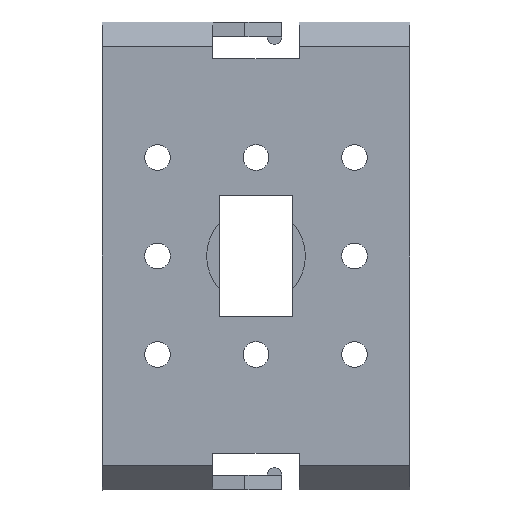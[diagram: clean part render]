
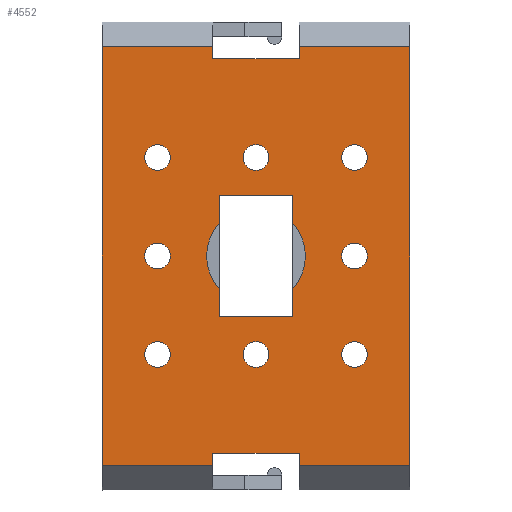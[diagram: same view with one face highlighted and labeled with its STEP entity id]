
A CAD part, front view. The second image highlights one B-rep face of the part: STEP entity #4552.
In plain terms, the highlighted planar face has unit normal (0, -1, 0).
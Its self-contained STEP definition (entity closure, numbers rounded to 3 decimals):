
#42=FACE_BOUND('',#590,.T.);
#43=FACE_BOUND('',#591,.T.);
#44=FACE_BOUND('',#592,.T.);
#45=FACE_BOUND('',#593,.T.);
#46=FACE_BOUND('',#594,.T.);
#47=FACE_BOUND('',#595,.T.);
#48=FACE_BOUND('',#596,.T.);
#49=FACE_BOUND('',#597,.T.);
#50=FACE_BOUND('',#598,.T.);
#101=CIRCLE('',#4809,1.05);
#102=CIRCLE('',#4811,1.05);
#103=CIRCLE('',#4813,1.05);
#104=CIRCLE('',#4815,1.05);
#105=CIRCLE('',#4817,1.05);
#106=CIRCLE('',#4819,1.05);
#107=CIRCLE('',#4821,1.05);
#108=CIRCLE('',#4823,1.05);
#109=CIRCLE('',#4826,4.);
#110=CIRCLE('',#4830,4.);
#336=FACE_OUTER_BOUND('',#589,.T.);
#589=EDGE_LOOP('',(#4093,#4094,#4095,#4096,#4097,#4098,#4099,#4100,#4101,
#4102,#4103,#4104));
#590=EDGE_LOOP('',(#4105,#4106,#4107,#4108,#4109,#4110,#4111,#4112));
#591=EDGE_LOOP('',(#4113));
#592=EDGE_LOOP('',(#4114));
#593=EDGE_LOOP('',(#4115));
#594=EDGE_LOOP('',(#4116));
#595=EDGE_LOOP('',(#4117));
#596=EDGE_LOOP('',(#4118));
#597=EDGE_LOOP('',(#4119));
#598=EDGE_LOOP('',(#4120));
#1106=LINE('',#7025,#1702);
#1127=LINE('',#7067,#1723);
#1132=LINE('',#7075,#1728);
#1149=LINE('',#7110,#1745);
#1161=LINE('',#7162,#1757);
#1163=LINE('',#7166,#1759);
#1165=LINE('',#7170,#1761);
#1166=LINE('',#7172,#1762);
#1167=LINE('',#7174,#1763);
#1169=LINE('',#7178,#1765);
#1170=LINE('',#7181,#1766);
#1172=LINE('',#7184,#1768);
#1182=LINE('',#7221,#1778);
#1186=LINE('',#7230,#1782);
#1187=LINE('',#7232,#1783);
#1189=LINE('',#7236,#1785);
#1193=LINE('',#7245,#1789);
#1194=LINE('',#7246,#1790);
#1702=VECTOR('',#5730,1.);
#1723=VECTOR('',#5769,1.);
#1728=VECTOR('',#5776,1.);
#1745=VECTOR('',#5807,1.);
#1757=VECTOR('',#5865,7.);
#1759=VECTOR('',#5869,9.);
#1761=VECTOR('',#5873,34.);
#1762=VECTOR('',#5876,9.);
#1763=VECTOR('',#5879,7.);
#1765=VECTOR('',#5883,9.);
#1766=VECTOR('',#5886,34.);
#1768=VECTOR('',#5890,9.);
#1778=VECTOR('',#5934,6.);
#1782=VECTOR('',#5944,2.304);
#1783=VECTOR('',#5945,2.304);
#1785=VECTOR('',#5949,6.);
#1789=VECTOR('',#5959,2.304);
#1790=VECTOR('',#5960,2.304);
#2149=VERTEX_POINT('',#7022);
#2150=VERTEX_POINT('',#7024);
#2161=VERTEX_POINT('',#7064);
#2162=VERTEX_POINT('',#7066);
#2163=VERTEX_POINT('',#7072);
#2164=VERTEX_POINT('',#7074);
#2173=VERTEX_POINT('',#7106);
#2175=VERTEX_POINT('',#7109);
#2193=VERTEX_POINT('',#7164);
#2194=VERTEX_POINT('',#7168);
#2195=VERTEX_POINT('',#7176);
#2196=VERTEX_POINT('',#7180);
#2197=VERTEX_POINT('',#7186);
#2198=VERTEX_POINT('',#7190);
#2199=VERTEX_POINT('',#7194);
#2200=VERTEX_POINT('',#7198);
#2201=VERTEX_POINT('',#7202);
#2202=VERTEX_POINT('',#7206);
#2203=VERTEX_POINT('',#7210);
#2204=VERTEX_POINT('',#7214);
#2205=VERTEX_POINT('',#7218);
#2206=VERTEX_POINT('',#7220);
#2207=VERTEX_POINT('',#7224);
#2208=VERTEX_POINT('',#7226);
#2209=VERTEX_POINT('',#7231);
#2210=VERTEX_POINT('',#7235);
#2211=VERTEX_POINT('',#7239);
#2212=VERTEX_POINT('',#7241);
#2740=EDGE_CURVE('',#2150,#2149,#1106,.T.);
#2761=EDGE_CURVE('',#2162,#2161,#1127,.T.);
#2766=EDGE_CURVE('',#2164,#2163,#1132,.T.);
#2783=EDGE_CURVE('',#2175,#2173,#1149,.T.);
#2805=EDGE_CURVE('',#2175,#2149,#1161,.T.);
#2807=EDGE_CURVE('',#2150,#2193,#1163,.T.);
#2809=EDGE_CURVE('',#2193,#2194,#1165,.T.);
#2810=EDGE_CURVE('',#2194,#2161,#1166,.T.);
#2811=EDGE_CURVE('',#2162,#2163,#1167,.T.);
#2813=EDGE_CURVE('',#2164,#2195,#1169,.T.);
#2814=EDGE_CURVE('',#2195,#2196,#1170,.T.);
#2816=EDGE_CURVE('',#2196,#2173,#1172,.T.);
#2818=EDGE_CURVE('',#2197,#2197,#101,.T.);
#2820=EDGE_CURVE('',#2198,#2198,#102,.T.);
#2822=EDGE_CURVE('',#2199,#2199,#103,.T.);
#2824=EDGE_CURVE('',#2200,#2200,#104,.T.);
#2826=EDGE_CURVE('',#2201,#2201,#105,.T.);
#2828=EDGE_CURVE('',#2202,#2202,#106,.T.);
#2830=EDGE_CURVE('',#2203,#2203,#107,.T.);
#2832=EDGE_CURVE('',#2204,#2204,#108,.T.);
#2834=EDGE_CURVE('',#2205,#2206,#1182,.T.);
#2838=EDGE_CURVE('',#2208,#2207,#109,.T.);
#2839=EDGE_CURVE('',#2206,#2208,#1186,.T.);
#2840=EDGE_CURVE('',#2207,#2209,#1187,.T.);
#2842=EDGE_CURVE('',#2209,#2210,#1189,.T.);
#2846=EDGE_CURVE('',#2212,#2211,#110,.T.);
#2847=EDGE_CURVE('',#2210,#2212,#1193,.T.);
#2848=EDGE_CURVE('',#2211,#2205,#1194,.T.);
#4093=ORIENTED_EDGE('',*,*,#2816,.F.);
#4094=ORIENTED_EDGE('',*,*,#2814,.F.);
#4095=ORIENTED_EDGE('',*,*,#2813,.F.);
#4096=ORIENTED_EDGE('',*,*,#2766,.T.);
#4097=ORIENTED_EDGE('',*,*,#2811,.F.);
#4098=ORIENTED_EDGE('',*,*,#2761,.T.);
#4099=ORIENTED_EDGE('',*,*,#2810,.F.);
#4100=ORIENTED_EDGE('',*,*,#2809,.F.);
#4101=ORIENTED_EDGE('',*,*,#2807,.F.);
#4102=ORIENTED_EDGE('',*,*,#2740,.T.);
#4103=ORIENTED_EDGE('',*,*,#2805,.F.);
#4104=ORIENTED_EDGE('',*,*,#2783,.T.);
#4105=ORIENTED_EDGE('',*,*,#2846,.F.);
#4106=ORIENTED_EDGE('',*,*,#2847,.F.);
#4107=ORIENTED_EDGE('',*,*,#2842,.F.);
#4108=ORIENTED_EDGE('',*,*,#2840,.F.);
#4109=ORIENTED_EDGE('',*,*,#2838,.F.);
#4110=ORIENTED_EDGE('',*,*,#2839,.F.);
#4111=ORIENTED_EDGE('',*,*,#2834,.F.);
#4112=ORIENTED_EDGE('',*,*,#2848,.F.);
#4113=ORIENTED_EDGE('',*,*,#2832,.F.);
#4114=ORIENTED_EDGE('',*,*,#2830,.F.);
#4115=ORIENTED_EDGE('',*,*,#2828,.F.);
#4116=ORIENTED_EDGE('',*,*,#2826,.F.);
#4117=ORIENTED_EDGE('',*,*,#2824,.F.);
#4118=ORIENTED_EDGE('',*,*,#2822,.F.);
#4119=ORIENTED_EDGE('',*,*,#2820,.F.);
#4120=ORIENTED_EDGE('',*,*,#2818,.F.);
#4326=PLANE('',#4832);
#4552=ADVANCED_FACE('',(#336,#42,#43,#44,#45,#46,#47,#48,#49,#50),#4326,
 .F.);
#4809=AXIS2_PLACEMENT_3D('',#7188,#5894,#5895);
#4811=AXIS2_PLACEMENT_3D('',#7192,#5899,#5900);
#4813=AXIS2_PLACEMENT_3D('',#7196,#5904,#5905);
#4815=AXIS2_PLACEMENT_3D('',#7200,#5909,#5910);
#4817=AXIS2_PLACEMENT_3D('',#7204,#5914,#5915);
#4819=AXIS2_PLACEMENT_3D('',#7208,#5919,#5920);
#4821=AXIS2_PLACEMENT_3D('',#7212,#5924,#5925);
#4823=AXIS2_PLACEMENT_3D('',#7216,#5929,#5930);
#4826=AXIS2_PLACEMENT_3D('',#7228,#5940,#5941);
#4830=AXIS2_PLACEMENT_3D('',#7243,#5955,#5956);
#4832=AXIS2_PLACEMENT_3D('',#7247,#5961,#5962);
#5730=DIRECTION('',(0.,0.,1.));
#5769=DIRECTION('',(0.,0.,1.));
#5776=DIRECTION('',(0.,0.,-1.));
#5807=DIRECTION('',(0.,0.,-1.));
#5865=DIRECTION('',(-1.,0.,0.));
#5869=DIRECTION('',(-1.,0.,0.));
#5873=DIRECTION('',(0.,0.,1.));
#5876=DIRECTION('',(1.,0.,0.));
#5879=DIRECTION('',(1.,0.,0.));
#5883=DIRECTION('',(1.,0.,0.));
#5886=DIRECTION('',(0.,0.,-1.));
#5890=DIRECTION('',(-1.,0.,0.));
#5894=DIRECTION('center_axis',(0.,-1.,0.));
#5895=DIRECTION('ref_axis',(0.,0.,-1.));
#5899=DIRECTION('center_axis',(0.,-1.,0.));
#5900=DIRECTION('ref_axis',(0.,0.,-1.));
#5904=DIRECTION('center_axis',(0.,-1.,0.));
#5905=DIRECTION('ref_axis',(0.,0.,-1.));
#5909=DIRECTION('center_axis',(0.,-1.,0.));
#5910=DIRECTION('ref_axis',(0.,0.,-1.));
#5914=DIRECTION('center_axis',(0.,-1.,0.));
#5915=DIRECTION('ref_axis',(0.,0.,-1.));
#5919=DIRECTION('center_axis',(0.,-1.,0.));
#5920=DIRECTION('ref_axis',(0.,0.,-1.));
#5924=DIRECTION('center_axis',(0.,-1.,0.));
#5925=DIRECTION('ref_axis',(0.,0.,-1.));
#5929=DIRECTION('center_axis',(0.,-1.,0.));
#5930=DIRECTION('ref_axis',(0.,0.,-1.));
#5934=DIRECTION('',(-1.,0.,0.));
#5940=DIRECTION('center_axis',(0.,-1.,0.));
#5941=DIRECTION('ref_axis',(0.,0.,-1.));
#5944=DIRECTION('',(0.,0.,-1.));
#5945=DIRECTION('',(0.,0.,-1.));
#5949=DIRECTION('',(1.,0.,0.));
#5955=DIRECTION('center_axis',(0.,-1.,0.));
#5956=DIRECTION('ref_axis',(0.,0.,-1.));
#5959=DIRECTION('',(0.,0.,1.));
#5960=DIRECTION('',(0.,0.,1.));
#5961=DIRECTION('center_axis',(0.,1.,0.));
#5962=DIRECTION('ref_axis',(0.,0.,1.));
#7022=CARTESIAN_POINT('',(-3.5,0.,-16.));
#7024=CARTESIAN_POINT('',(-3.5,0.,-17.));
#7025=CARTESIAN_POINT('',(-3.5,0.,-17.));
#7064=CARTESIAN_POINT('',(-3.5,0.,17.));
#7066=CARTESIAN_POINT('',(-3.5,0.,16.));
#7067=CARTESIAN_POINT('',(-3.5,0.,16.));
#7072=CARTESIAN_POINT('',(3.5,0.,16.));
#7074=CARTESIAN_POINT('',(3.5,0.,17.));
#7075=CARTESIAN_POINT('',(3.5,0.,17.));
#7106=CARTESIAN_POINT('',(3.5,0.,-17.));
#7109=CARTESIAN_POINT('',(3.5,0.,-16.));
#7110=CARTESIAN_POINT('',(3.5,0.,-16.));
#7162=CARTESIAN_POINT('',(3.5,0.,-16.));
#7164=CARTESIAN_POINT('',(-12.5,0.,-17.));
#7166=CARTESIAN_POINT('',(-3.5,0.,-17.));
#7168=CARTESIAN_POINT('',(-12.5,0.,17.));
#7170=CARTESIAN_POINT('',(-12.5,0.,-17.));
#7172=CARTESIAN_POINT('',(-12.5,0.,17.));
#7174=CARTESIAN_POINT('',(-3.5,0.,16.));
#7176=CARTESIAN_POINT('',(12.5,0.,17.));
#7178=CARTESIAN_POINT('',(3.5,0.,17.));
#7180=CARTESIAN_POINT('',(12.5,0.,-17.));
#7181=CARTESIAN_POINT('',(12.5,0.,17.));
#7184=CARTESIAN_POINT('',(12.5,0.,-17.));
#7186=CARTESIAN_POINT('',(8.,0.,1.05));
#7188=CARTESIAN_POINT('Origin',(8.,0.,0.));
#7190=CARTESIAN_POINT('',(8.,0.,9.05));
#7192=CARTESIAN_POINT('Origin',(8.,0.,8.));
#7194=CARTESIAN_POINT('',(8.,0.,-6.95));
#7196=CARTESIAN_POINT('Origin',(8.,0.,-8.));
#7198=CARTESIAN_POINT('',(0.,0.,-6.95));
#7200=CARTESIAN_POINT('Origin',(0.,0.,-8.));
#7202=CARTESIAN_POINT('',(-8.,0.,-6.95));
#7204=CARTESIAN_POINT('Origin',(-8.,0.,-8.));
#7206=CARTESIAN_POINT('',(-8.,0.,1.05));
#7208=CARTESIAN_POINT('Origin',(-8.,0.,0.));
#7210=CARTESIAN_POINT('',(-8.,0.,9.05));
#7212=CARTESIAN_POINT('Origin',(-8.,0.,8.));
#7214=CARTESIAN_POINT('',(0.,0.,9.05));
#7216=CARTESIAN_POINT('Origin',(0.,0.,8.));
#7218=CARTESIAN_POINT('',(3.,0.,4.95));
#7220=CARTESIAN_POINT('',(-3.,0.,4.95));
#7221=CARTESIAN_POINT('',(3.,0.,4.95));
#7224=CARTESIAN_POINT('',(-3.,0.,-2.646));
#7226=CARTESIAN_POINT('',(-3.,0.,2.646));
#7228=CARTESIAN_POINT('Origin',(0.,0.,0.));
#7230=CARTESIAN_POINT('',(-3.,0.,4.95));
#7231=CARTESIAN_POINT('',(-3.,0.,-4.95));
#7232=CARTESIAN_POINT('',(-3.,0.,-2.646));
#7235=CARTESIAN_POINT('',(3.,0.,-4.95));
#7236=CARTESIAN_POINT('',(-3.,0.,-4.95));
#7239=CARTESIAN_POINT('',(3.,0.,2.646));
#7241=CARTESIAN_POINT('',(3.,0.,-2.646));
#7243=CARTESIAN_POINT('Origin',(0.,0.,0.));
#7245=CARTESIAN_POINT('',(3.,0.,-4.95));
#7246=CARTESIAN_POINT('',(3.,0.,2.646));
#7247=CARTESIAN_POINT('Origin',(-13.,0.,17.68));
